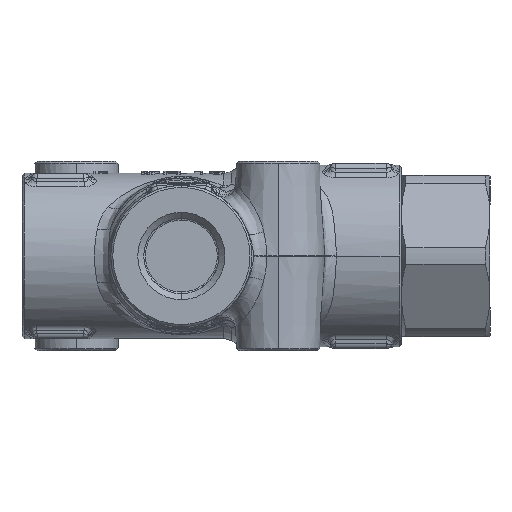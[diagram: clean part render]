
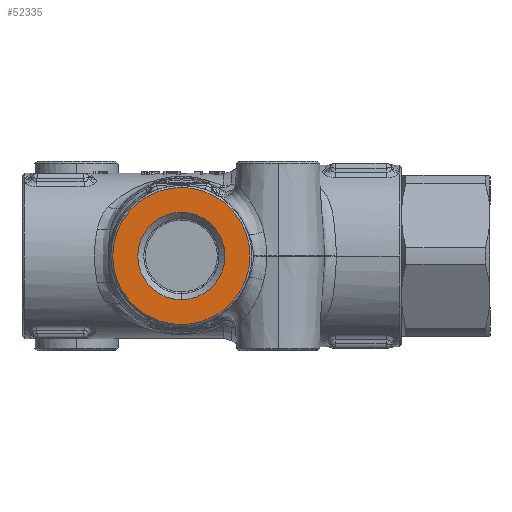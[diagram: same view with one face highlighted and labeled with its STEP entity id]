
A CAD part, front view. The second image highlights one B-rep face of the part: STEP entity #52335.
In plain terms, the highlighted planar face has unit normal (0, -1, 0).
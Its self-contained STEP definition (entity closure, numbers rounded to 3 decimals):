
#177 = DIRECTION ( 'NONE',  ( 0., -1., 0. ) ) ;
#726 = VERTEX_POINT ( 'NONE', #46238 ) ;
#1676 = AXIS2_PLACEMENT_3D ( 'NONE', #30416, #48945, #57425 ) ;
#1880 = EDGE_LOOP ( 'NONE', ( #20970, #55661 ) ) ;
#2496 = CARTESIAN_POINT ( 'NONE',  ( 0., -38.5, -10.816 ) ) ;
#2759 = EDGE_CURVE ( 'NONE', #726, #31820, #47378, .T. ) ;
#3969 = AXIS2_PLACEMENT_3D ( 'NONE', #55041, #49916, #26806 ) ;
#5260 = CARTESIAN_POINT ( 'NONE',  ( 0., -38.5, 0. ) ) ;
#8962 = ORIENTED_EDGE ( 'NONE', *, *, #34537, .F. ) ;
#9668 = DIRECTION ( 'NONE',  ( 0., 0., 1. ) ) ;
#14158 = DIRECTION ( 'NONE',  ( 0., 1., 0. ) ) ;
#17332 = AXIS2_PLACEMENT_3D ( 'NONE', #50291, #22349, #40838 ) ;
#19669 = EDGE_CURVE ( 'NONE', #31820, #726, #49132, .T. ) ;
#19722 = EDGE_LOOP ( 'NONE', ( #8962, #29316 ) ) ;
#20399 = AXIS2_PLACEMENT_3D ( 'NONE', #31465, #14158, #9668 ) ;
#20970 = ORIENTED_EDGE ( 'NONE', *, *, #19669, .F. ) ;
#22349 = DIRECTION ( 'NONE',  ( 0., 1., 0. ) ) ;
#25095 = CARTESIAN_POINT ( 'NONE',  ( 0., -38.5, 17. ) ) ;
#26806 = DIRECTION ( 'NONE',  ( 0., 0., -1. ) ) ;
#29316 = ORIENTED_EDGE ( 'NONE', *, *, #40209, .F. ) ;
#30416 = CARTESIAN_POINT ( 'NONE',  ( 0., -38.5, 0. ) ) ;
#31465 = CARTESIAN_POINT ( 'NONE',  ( 0., -38.5, 0. ) ) ;
#31820 = VERTEX_POINT ( 'NONE', #25095 ) ;
#33715 = CARTESIAN_POINT ( 'NONE',  ( 0., -38.5, 10.816 ) ) ;
#34420 = VERTEX_POINT ( 'NONE', #33715 ) ;
#34537 = EDGE_CURVE ( 'NONE', #42444, #34420, #39185, .T. ) ;
#34801 = PLANE ( 'NONE',  #20399 ) ;
#36796 = CIRCLE ( 'NONE', #3969, 10.816 ) ;
#37029 = DIRECTION ( 'NONE',  ( 0., 0., -1. ) ) ;
#39185 = CIRCLE ( 'NONE', #40210, 10.816 ) ;
#40209 = EDGE_CURVE ( 'NONE', #34420, #42444, #36796, .T. ) ;
#40210 = AXIS2_PLACEMENT_3D ( 'NONE', #5260, #177, #37029 ) ;
#40838 = DIRECTION ( 'NONE',  ( 0., 0., 1. ) ) ;
#42444 = VERTEX_POINT ( 'NONE', #2496 ) ;
#46238 = CARTESIAN_POINT ( 'NONE',  ( 0., -38.5, -17. ) ) ;
#47378 = CIRCLE ( 'NONE', #17332, 17. ) ;
#48945 = DIRECTION ( 'NONE',  ( 0., 1., 0. ) ) ;
#49132 = CIRCLE ( 'NONE', #1676, 17. ) ;
#49916 = DIRECTION ( 'NONE',  ( 0., -1., 0. ) ) ;
#50291 = CARTESIAN_POINT ( 'NONE',  ( 0., -38.5, 0. ) ) ;
#52335 = ADVANCED_FACE ( 'NONE', ( #57903, #54239 ), #34801, .F. ) ;
#54239 = FACE_BOUND ( 'NONE', #19722, .T. ) ;
#55041 = CARTESIAN_POINT ( 'NONE',  ( 0., -38.5, 0. ) ) ;
#55661 = ORIENTED_EDGE ( 'NONE', *, *, #2759, .F. ) ;
#57425 = DIRECTION ( 'NONE',  ( 0., 0., 1. ) ) ;
#57903 = FACE_OUTER_BOUND ( 'NONE', #1880, .T. ) ;
